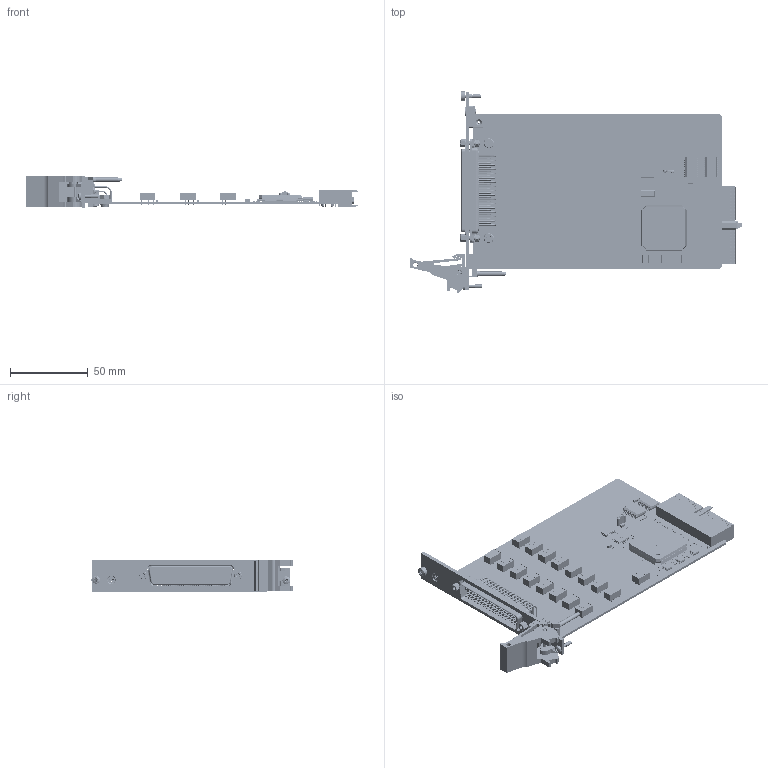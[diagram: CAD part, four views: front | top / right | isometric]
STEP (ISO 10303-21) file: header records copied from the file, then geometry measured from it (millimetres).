
FILE_DESCRIPTION (( 'STEP AP214' ), '1' );
FILE_NAME ('40-131-001 16 x Uncommitted SPDT Relays Module.STEP', '2013-08-21T11:45:31', ( 'admin' ), ( '' ), 'SwSTEP 2.0', 'SolidWorks 2012', '' );
FILE_SCHEMA (( 'AUTOMOTIVE_DESIGN' ));
Length unit declared in the file: millimetre
Products named in the file (1): 40-131-001 16 x Uncommitted SPDT Relays Module
Bounding box: 214.01 x 129.67 x 20 mm (x, y, z)
Surface area: 66488.8 mm2 (no closed solid volume)
Topology: 0 solids, 1020 shells, 3820 faces, 19941 edges, 16771 vertices
Faces by surface type: plane 2852, cylinder 795, torus 87, bspline 51, cone 29, sphere 6
Full cylindrical faces by diameter (mm): 0.4 x136, 0.5 x1, 0.55 x2, 0.6 x110, 0.65 x4, 0.675 x16, 0.8 x6, 1 x94, 1.01 x32, 1.496 x2, 2 x6, 2.05 x3, 2.497 x1, 2.5 x7, 2.6 x1, 2.7 x1, 2.8 x1, 3 x5, 4.7 x1, 5 x5, 5.2 x2, 5.3 x1, 6 x1, 6.1 x1
Entity records: 280612 total; most frequent: CARTESIAN_POINT 94985, DIRECTION 25875, ORIENTED_EDGE 23933, EDGE_CURVE 19229, VERTEX_POINT 16578, VECTOR 13225, LINE 13225, AXIS2_PLACEMENT_3D 6325
